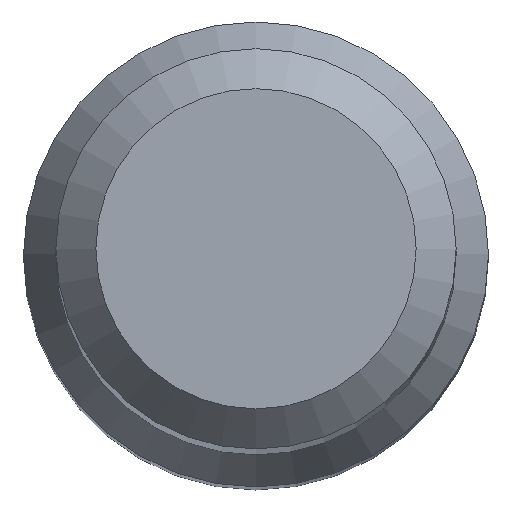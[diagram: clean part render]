
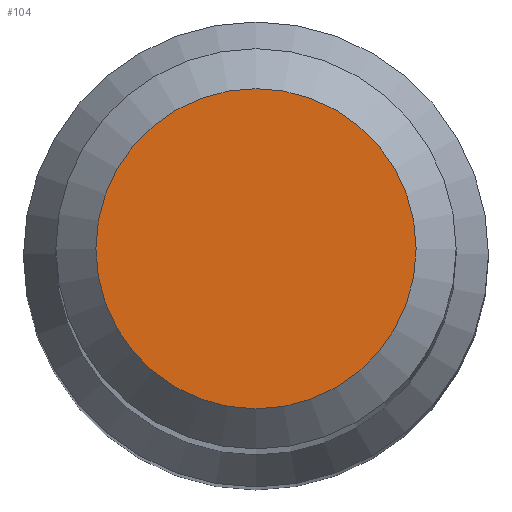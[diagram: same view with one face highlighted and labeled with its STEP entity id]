
A CAD part, top view. The second image highlights one B-rep face of the part: STEP entity #104.
In plain terms, the highlighted planar face has unit normal (0, 0, 1).
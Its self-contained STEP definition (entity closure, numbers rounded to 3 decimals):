
#10 = CARTESIAN_POINT ( 'NONE',  ( 0., 2., 63. ) ) ;
#13 = EDGE_CURVE ( 'NONE', #180, #180, #64, .T. ) ;
#37 = EDGE_LOOP ( 'NONE', ( #49 ) ) ;
#49 = ORIENTED_EDGE ( 'NONE', *, *, #13, .F. ) ;
#64 = CIRCLE ( 'NONE', #231, 2. ) ;
#77 = AXIS2_PLACEMENT_3D ( 'NONE', #224, #174, #82 ) ;
#82 = DIRECTION ( 'NONE',  ( 0., 1., 0. ) ) ;
#104 = ADVANCED_FACE ( 'NONE', ( #178 ), #111, .F. ) ;
#111 = PLANE ( 'NONE',  #77 ) ;
#116 = DIRECTION ( 'NONE',  ( 0., 0., -1. ) ) ;
#174 = DIRECTION ( 'NONE',  ( 0., 0., -1. ) ) ;
#178 = FACE_OUTER_BOUND ( 'NONE', #37, .T. ) ;
#180 = VERTEX_POINT ( 'NONE', #10 ) ;
#210 = DIRECTION ( 'NONE',  ( 0., 1., 0. ) ) ;
#224 = CARTESIAN_POINT ( 'NONE',  ( 0., 0., 63. ) ) ;
#228 = CARTESIAN_POINT ( 'NONE',  ( 0., 0., 63. ) ) ;
#231 = AXIS2_PLACEMENT_3D ( 'NONE', #228, #116, #210 ) ;
